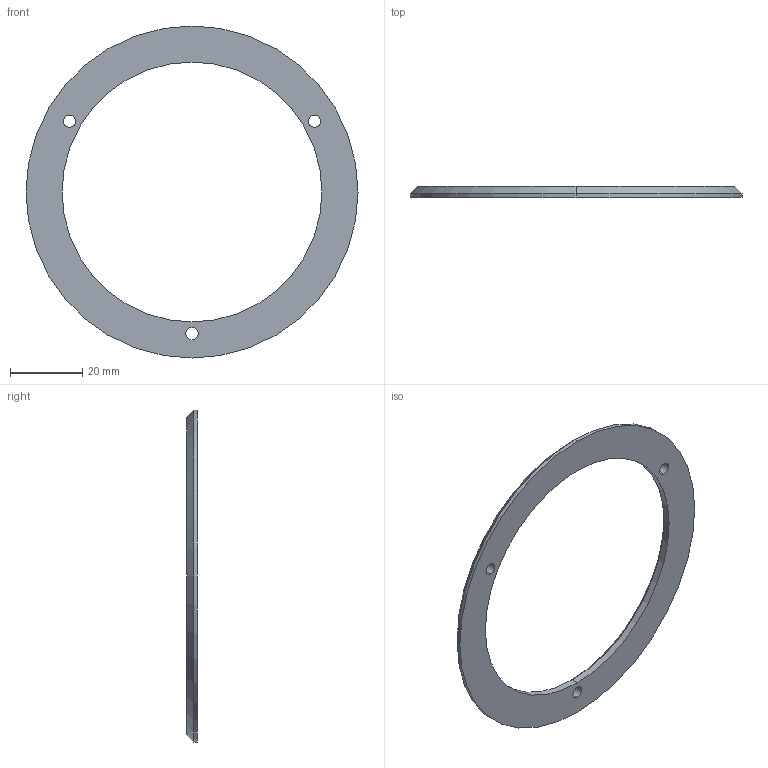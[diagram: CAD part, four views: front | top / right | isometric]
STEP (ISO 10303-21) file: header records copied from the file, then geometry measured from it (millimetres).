
FILE_DESCRIPTION (( 'STEP AP214' ), '1' );
FILE_NAME ('Planetary Gearbox-Lid.STEP', '2023-04-30T09:53:10', ( '' ), ( '' ), 'SwSTEP 2.0', 'SolidWorks 2019', '' );
FILE_SCHEMA (( 'AUTOMOTIVE_DESIGN' ));
Length unit declared in the file: millimetre
Products named in the file (1): Planetary Gearbox-Lid
Bounding box: 92 x 3 x 92 mm (x, y, z)
Volume: 6962.8 mm3; surface area: 6264.5 mm2
Topology: 1 solids, 1 shells, 16 faces, 38 edges, 24 vertices
Faces by surface type: cylinder 10, cone 4, plane 2
Entity records: 524 total; most frequent: DIRECTION 96, CARTESIAN_POINT 79, ORIENTED_EDGE 76, AXIS2_PLACEMENT_3D 41, EDGE_CURVE 38, CIRCLE 24, EDGE_LOOP 24, VERTEX_POINT 24
